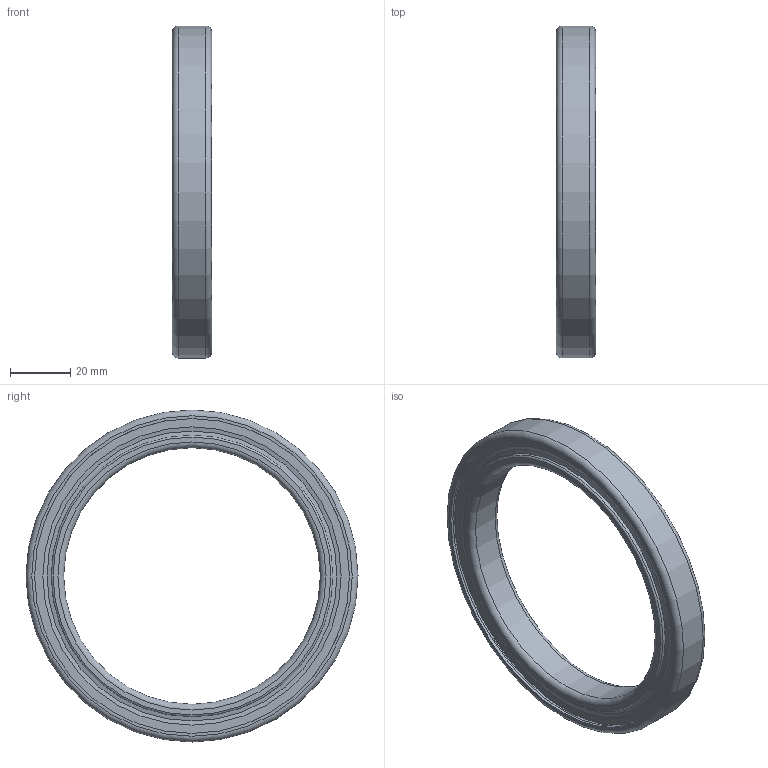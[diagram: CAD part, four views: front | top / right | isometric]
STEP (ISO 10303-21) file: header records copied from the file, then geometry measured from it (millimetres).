
FILE_DESCRIPTION(/* description */ ('STEP AP214'),/* implementation_level */ '2;1');
FILE_NAME(/* name */ 'SKF_61817-2RS1',/* time_stamp */ '2022-09-20T17:15:08+02:00',/* author */ ('License CC BY-ND 4.0'),/* organization */ ('CADENAS'),/* preprocessor_version */ 'ST-DEVELOPER v18.102',/* originating_system */ 'PARTsolutions',/* authorisation */ ' ');
FILE_SCHEMA (('AUTOMOTIVE_DESIGN {1 0 10303 214 3 1 1}'));
Length unit declared in the file: millimetre
Products named in the file (5): SKF_61817-2RS1; SKF_61817-2RS1_PART4; SKF_61817-2RS1_PART3; SKF_61817-2RS1_PART2; SKF_61817-2RS1_PART1
Assembly tree (50 placements, depth 2):
  SKF_61817-2RS1
    SKF_61817-2RS1_PART4  x24
    SKF_61817-2RS1_PART3  x24
    SKF_61817-2RS1_PART2
    SKF_61817-2RS1_PART1
Bounding box: 13 x 110 x 110 mm (x, y, z)
Volume: 34422.3 mm3; surface area: 33586.3 mm2
Topology: 26 solids, 26 shells, 64 faces, 142 edges, 112 vertices
Faces by surface type: sphere 24, cylinder 12, torus 10, plane 10, cone 8
Full cylindrical faces by diameter (mm): 85 x1, 93.3 x4, 96.7 x2, 104.3 x4, 110 x1
Entity records: 1319 total; most frequent: DIRECTION 264, CARTESIAN_POINT 174, AXIS2_PLACEMENT_3D 132, FACE_BOUND 81, ORIENTED_EDGE 80, EDGE_LOOP 80, PRODUCT_DEFINITION_SHAPE 55, CONTEXT_DEPENDENT_SHAPE_REPRESENTATION 50
